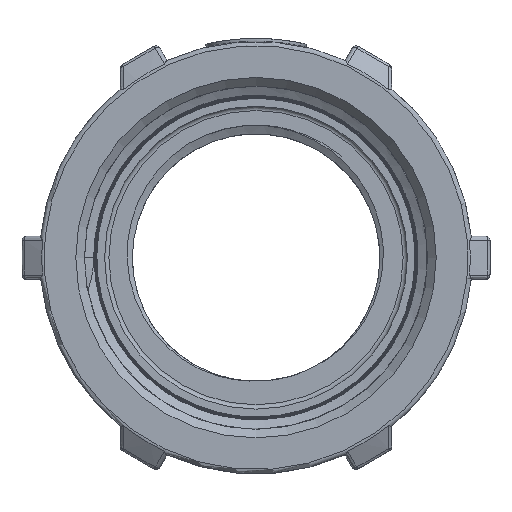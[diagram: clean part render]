
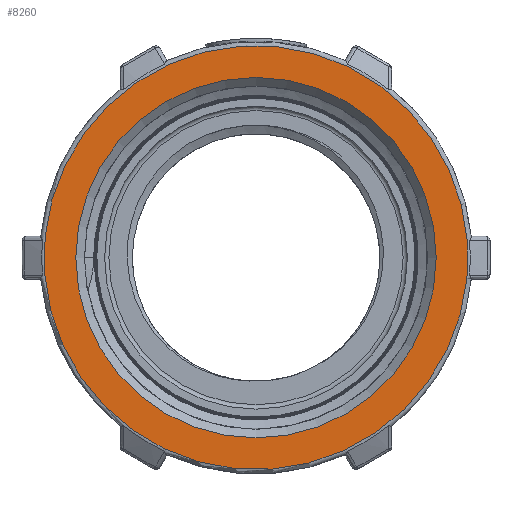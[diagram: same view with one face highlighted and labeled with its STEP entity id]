
A CAD part, left-side view. The second image highlights one B-rep face of the part: STEP entity #8260.
In plain terms, the highlighted planar face has unit normal (-1, 0, 0).
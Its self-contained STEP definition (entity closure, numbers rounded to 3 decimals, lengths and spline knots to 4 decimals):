
#253=CIRCLE($,#8727,1.47);
#256=CIRCLE($,#8734,1.2496);
#422=PLANE($,#8733);
#487=FACE_BOUND($,#1538,.T.);
#488=FACE_BOUND($,#1539,.T.);
#1538=EDGE_LOOP($,(#7472));
#1539=EDGE_LOOP($,(#7473));
#3823=VERTEX_POINT($,#59717);
#3824=VERTEX_POINT($,#59728);
#5049=EDGE_CURVE($,#3823,#3823,#253,.T.);
#5055=EDGE_CURVE($,#3824,#3824,#256,.T.);
#7472=ORIENTED_EDGE($,*,*,#5055,.T.);
#7473=ORIENTED_EDGE($,*,*,#5049,.F.);
#8260=ADVANCED_FACE($,(#487,#488),#422,.T.);
#8727=AXIS2_PLACEMENT_3D($,#59718,#10058,#10059);
#8733=AXIS2_PLACEMENT_3D($,#59727,#10073,#10074);
#8734=AXIS2_PLACEMENT_3D($,#59729,#10075,#10076);
#10058=DIRECTION('center_axis',(1.,0.,0.));
#10059=DIRECTION('ref_axis',(0.,-1.,0.));
#10073=DIRECTION('center_axis',(-1.,0.,0.));
#10074=DIRECTION('ref_axis',(0.,0.,1.));
#10075=DIRECTION('center_axis',(1.,0.,0.));
#10076=DIRECTION('ref_axis',(0.,0.,-1.));
#59717=CARTESIAN_POINT('',(0.,0.6013,1.3414));
#59718=CARTESIAN_POINT('Origin',(0.,0.,0.));
#59727=CARTESIAN_POINT('Origin',(0.,1.5,0.));
#59728=CARTESIAN_POINT('',(0.,1.2496,0.));
#59729=CARTESIAN_POINT('Origin',(0.,0.,0.));
